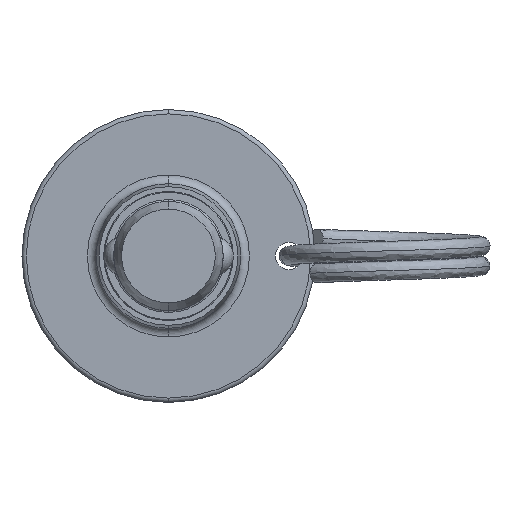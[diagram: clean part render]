
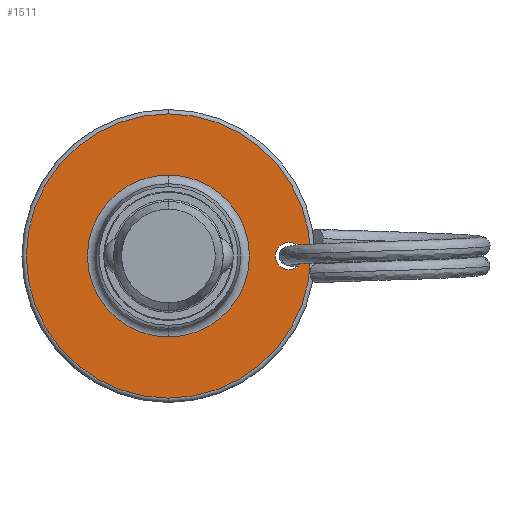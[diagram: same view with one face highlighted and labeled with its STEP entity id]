
A CAD part, left-side view. The second image highlights one B-rep face of the part: STEP entity #1511.
In plain terms, the highlighted planar face has unit normal (-1, 0, 0).
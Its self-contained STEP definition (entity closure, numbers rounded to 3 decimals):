
#31 = DIRECTION ( 'NONE',  ( 0., 0., -1. ) ) ;
#98 = DIRECTION ( 'NONE',  ( 0., 0., 1. ) ) ;
#112 = CARTESIAN_POINT ( 'NONE',  ( 19.8, 0., 0. ) ) ;
#118 = AXIS2_PLACEMENT_3D ( 'NONE', #112, #2618, #98 ) ;
#151 = DIRECTION ( 'NONE',  ( 0., 0., 1. ) ) ;
#167 = AXIS2_PLACEMENT_3D ( 'NONE', #473, #500, #31 ) ;
#270 = DIRECTION ( 'NONE',  ( 0., 0., 1. ) ) ;
#366 = EDGE_LOOP ( 'NONE', ( #2109, #1905 ) ) ;
#369 = ORIENTED_EDGE ( 'NONE', *, *, #1401, .T. ) ;
#387 = DIRECTION ( 'NONE',  ( 0., 0., -1. ) ) ;
#432 = PLANE ( 'NONE',  #167 ) ;
#473 = CARTESIAN_POINT ( 'NONE',  ( 19.8, 9.4, 0. ) ) ;
#483 = CARTESIAN_POINT ( 'NONE',  ( 19.8, 0., -16.5 ) ) ;
#489 = CARTESIAN_POINT ( 'NONE',  ( 19.8, -14., 1.6 ) ) ;
#497 = DIRECTION ( 'NONE',  ( 1., 0., 0. ) ) ;
#500 = DIRECTION ( 'NONE',  ( 1., 0., 0. ) ) ;
#563 = DIRECTION ( 'NONE',  ( 0., 0., 1. ) ) ;
#589 = AXIS2_PLACEMENT_3D ( 'NONE', #1849, #1198, #270 ) ;
#593 = CARTESIAN_POINT ( 'NONE',  ( 19.8, -14., 0. ) ) ;
#617 = EDGE_LOOP ( 'NONE', ( #1399, #803 ) ) ;
#627 = CIRCLE ( 'NONE', #2692, 1.6 ) ;
#647 = FACE_BOUND ( 'NONE', #2525, .T. ) ;
#662 = EDGE_CURVE ( 'NONE', #2288, #2380, #1738, .T. ) ;
#685 = EDGE_CURVE ( 'NONE', #2380, #2288, #2758, .T. ) ;
#720 = CARTESIAN_POINT ( 'NONE',  ( 19.8, 0., 16.5 ) ) ;
#803 = ORIENTED_EDGE ( 'NONE', *, *, #662, .T. ) ;
#941 = AXIS2_PLACEMENT_3D ( 'NONE', #2746, #2482, #387 ) ;
#949 = AXIS2_PLACEMENT_3D ( 'NONE', #2486, #2705, #563 ) ;
#1002 = DIRECTION ( 'NONE',  ( -1., 0., 0. ) ) ;
#1012 = VERTEX_POINT ( 'NONE', #1962 ) ;
#1073 = VERTEX_POINT ( 'NONE', #489 ) ;
#1175 = CIRCLE ( 'NONE', #118, 9.4 ) ;
#1189 = EDGE_CURVE ( 'NONE', #1463, #1012, #2068, .T. ) ;
#1193 = EDGE_CURVE ( 'NONE', #1012, #1463, #1175, .T. ) ;
#1198 = DIRECTION ( 'NONE',  ( -1., 0., 0. ) ) ;
#1200 = CARTESIAN_POINT ( 'NONE',  ( 19.8, 0., 0. ) ) ;
#1224 = CIRCLE ( 'NONE', #941, 1.6 ) ;
#1399 = ORIENTED_EDGE ( 'NONE', *, *, #685, .T. ) ;
#1401 = EDGE_CURVE ( 'NONE', #1073, #2361, #1224, .T. ) ;
#1463 = VERTEX_POINT ( 'NONE', #2363 ) ;
#1511 = ADVANCED_FACE ( 'NONE', ( #647, #2601, #1523 ), #432, .F. ) ;
#1523 = FACE_OUTER_BOUND ( 'NONE', #617, .T. ) ;
#1556 = AXIS2_PLACEMENT_3D ( 'NONE', #1200, #1002, #151 ) ;
#1738 = CIRCLE ( 'NONE', #949, 16.5 ) ;
#1849 = CARTESIAN_POINT ( 'NONE',  ( 19.8, 0., 0. ) ) ;
#1866 = ORIENTED_EDGE ( 'NONE', *, *, #2689, .T. ) ;
#1905 = ORIENTED_EDGE ( 'NONE', *, *, #1193, .F. ) ;
#1962 = CARTESIAN_POINT ( 'NONE',  ( 19.8, 0., -9.4 ) ) ;
#2068 = CIRCLE ( 'NONE', #589, 9.4 ) ;
#2109 = ORIENTED_EDGE ( 'NONE', *, *, #1189, .F. ) ;
#2213 = CARTESIAN_POINT ( 'NONE',  ( 19.8, -14., -1.6 ) ) ;
#2238 = DIRECTION ( 'NONE',  ( 0., 0., -1. ) ) ;
#2288 = VERTEX_POINT ( 'NONE', #483 ) ;
#2361 = VERTEX_POINT ( 'NONE', #2213 ) ;
#2363 = CARTESIAN_POINT ( 'NONE',  ( 19.8, 0., 9.4 ) ) ;
#2380 = VERTEX_POINT ( 'NONE', #720 ) ;
#2482 = DIRECTION ( 'NONE',  ( 1., 0., 0. ) ) ;
#2486 = CARTESIAN_POINT ( 'NONE',  ( 19.8, 0., 0. ) ) ;
#2525 = EDGE_LOOP ( 'NONE', ( #369, #1866 ) ) ;
#2601 = FACE_BOUND ( 'NONE', #366, .T. ) ;
#2618 = DIRECTION ( 'NONE',  ( -1., 0., 0. ) ) ;
#2689 = EDGE_CURVE ( 'NONE', #2361, #1073, #627, .T. ) ;
#2692 = AXIS2_PLACEMENT_3D ( 'NONE', #593, #497, #2238 ) ;
#2705 = DIRECTION ( 'NONE',  ( -1., 0., 0. ) ) ;
#2746 = CARTESIAN_POINT ( 'NONE',  ( 19.8, -14., 0. ) ) ;
#2758 = CIRCLE ( 'NONE', #1556, 16.5 ) ;
